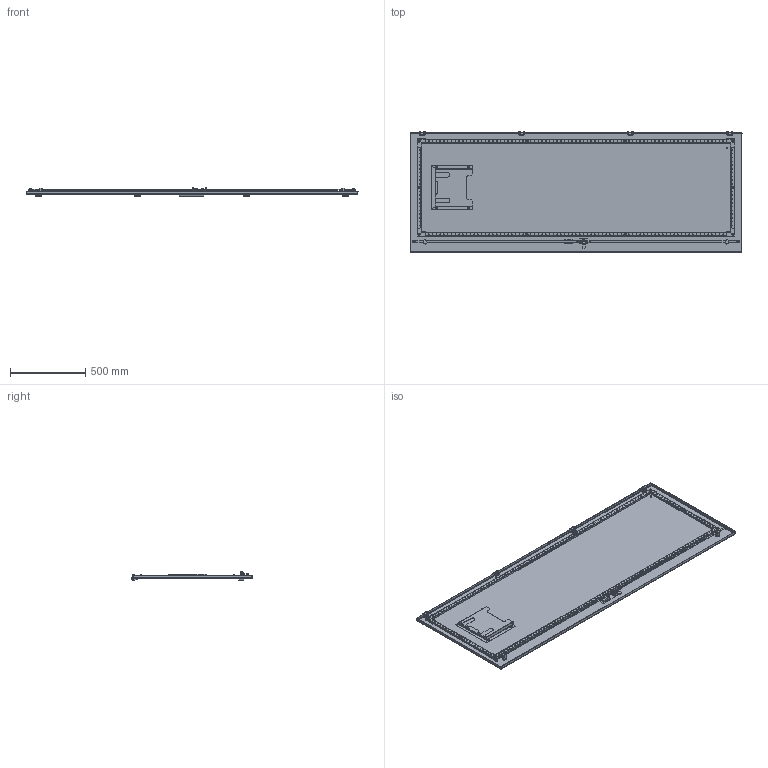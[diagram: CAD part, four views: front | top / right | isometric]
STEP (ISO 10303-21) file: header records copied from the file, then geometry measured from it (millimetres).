
FILE_DESCRIPTION (( 'STEP AP203' ), '1' );
FILE_NAME ('Äâåðü FORT äëÿ êîðïóñà âûñîòîé 2200 è øèðèíîé 800 IP31 EKF PROxima.STEP', '2021-05-25T06:38:30', ( '' ), ( '' ), 'SwSTEP 2.0', 'SolidWorks 2021', '' );
FILE_SCHEMA (( 'CONFIG_CONTROL_DESIGN' ));
Length unit declared in the file: millimetre
Products named in the file (25): ÌÈ-1164.02.00.001 Äâåðü 800õ2200; 剒蜲錪 獲闃; Øïèëüêà ïðèâàðíàÿ Ì6õ25 DIN 13918; ÌÈ-1164.02.00.003 Ïðîôèëü äâåðíîé áîëüøîé 2200; Êîðïóñ äâåðíîé ðó÷êè Àòîñ; ÌÈ-983.02.00.004 Ïðîôèëü äâåðíîé ìàëûé 800; Äåðæàòåëü òÿãè àòîñ; Øïèëüêà Ì6õ12; îñíîâàíèå ïåòëè1; hex thin nut gradeb_din_Hexagon Nut ISO 4036 - M6 - N; Äåðæàòåëü øòîêà; ÌÈ-983.02.00.005 Óãîëîê ìîíòàæíûé; êîðïóñ ïåòëè1; countersunk raised head cross recess screw_din_DIN EN ISO 7047 - M4 x 10 - Z - 10N; Äâåðü FORT äëÿ êîðïóñà âûñîòîé 2200 è øèðèíîé 800 IP31 EKF PROxima; 昈-983.02.00.002 忺謽鳧; pan head cross collar screw_din_DIN 967 - M4 x 16 - Z --- 14.6N; 幄鍧 獲闃 1100; îñü ïåòëè; Çàìîê â ñáîðå Àòîñ; 幄鍧 獲闃 1000; Ìåõàíèçì äâåðè Àòîñ; Øïèëüêà ïðèâàðíàÿ Ì6õ20 DIN 13918; Óãëîâàÿ ïåòëÿ Àòîñ; hex flange nut_din_Hexagon Flange Nut DIN 6923 - M6 - N
Assembly tree (64 placements, depth 3):
  Äâåðü FORT äëÿ êîðïóñà âûñîòîé 2200 è øèðèíîé 800 IP31 EKF PROxima
    ÌÈ-1164.02.00.001 Äâåðü 800õ2200
    Óãëîâàÿ ïåòëÿ Àòîñ  x4
      îñíîâàíèå ïåòëè1
      êîðïóñ ïåòëè1
      îñü ïåòëè
    Çàìîê â ñáîðå Àòîñ
      Êîðïóñ äâåðíîé ðó÷êè Àòîñ
      Ìåõàíèçì äâåðè Àòîñ
      剒蜲錪 獲闃
      pan head cross collar screw_din_DIN 967 - M4 x 16 - Z --- 14.6N  x2
    Äåðæàòåëü òÿãè àòîñ  x2
    hex thin nut gradeb_din_Hexagon Nut ISO 4036 - M6 - N  x2
    Øïèëüêà ïðèâàðíàÿ Ì6õ25 DIN 13918  x2
    Äåðæàòåëü øòîêà  x2
    countersunk raised head cross recess screw_din_DIN EN ISO 7047 - M4 x 10 - Z - 10N  x2
    Øïèëüêà ïðèâàðíàÿ Ì6õ20 DIN 13918  x10
    Øïèëüêà Ì6õ12  x5
    昈-983.02.00.002 忺謽鳧
    ÌÈ-1164.02.00.003 Ïðîôèëü äâåðíîé áîëüøîé 2200  x2
    ÌÈ-983.02.00.004 Ïðîôèëü äâåðíîé ìàëûé 800  x2
    ÌÈ-983.02.00.005 Óãîëîê ìîíòàæíûé  x4
    hex flange nut_din_Hexagon Flange Nut DIN 6923 - M6 - N  x14
    幄鍧 獲闃 1100
    幄鍧 獲闃 1000
Bounding box: 2200 x 797.75 x 58.1 mm (x, y, z)
Volume: 4480237.2 mm3; surface area: 4565790.6 mm2
Topology: 68 solids, 68 shells, 2264 faces, 5445 edges, 3362 vertices
Faces by surface type: cylinder 938, plane 876, cone 238, bspline 168, torus 36, sphere 8
Entity records: 35536 total; most frequent: CARTESIAN_POINT 7930, DIRECTION 5173, ORIENTED_EDGE 4760, EDGE_CURVE 2380, AXIS2_PLACEMENT_3D 1984, VERTEX_POINT 1489, EDGE_LOOP 1275, LINE 1205
